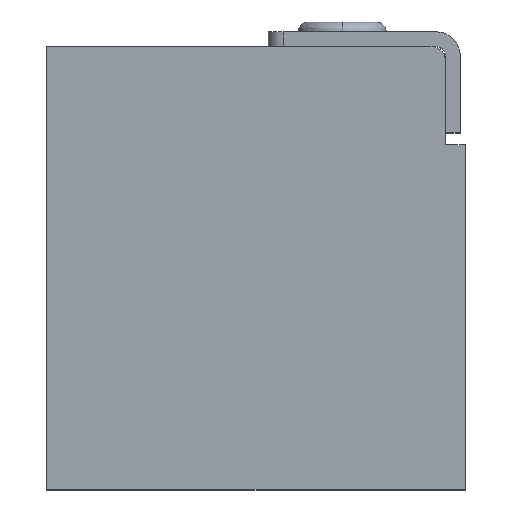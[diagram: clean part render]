
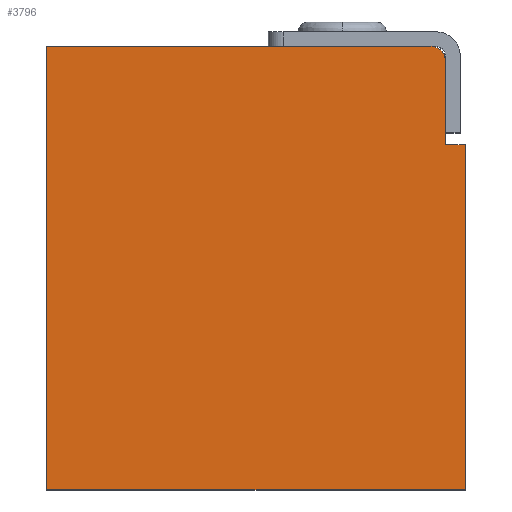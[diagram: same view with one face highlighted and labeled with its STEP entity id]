
A CAD part, top view. The second image highlights one B-rep face of the part: STEP entity #3796.
In plain terms, the highlighted planar face has unit normal (0, 0, 1).
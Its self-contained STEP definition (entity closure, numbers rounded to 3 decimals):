
#29 = ORIENTED_EDGE ( 'NONE', *, *, #1646, .F. ) ;
#249 = DIRECTION ( 'NONE',  ( 1., 0., 0. ) ) ;
#341 = DIRECTION ( 'NONE',  ( 0., 0., 1. ) ) ;
#413 = AXIS2_PLACEMENT_3D ( 'NONE', #2591, #5360, #1213 ) ;
#476 = VERTEX_POINT ( 'NONE', #4022 ) ;
#544 = ORIENTED_EDGE ( 'NONE', *, *, #4687, .F. ) ;
#724 = CARTESIAN_POINT ( 'NONE',  ( 2.1, 7., 3. ) ) ;
#920 = DIRECTION ( 'NONE',  ( -1., 0., 0. ) ) ;
#969 = VERTEX_POINT ( 'NONE', #2302 ) ;
#1027 = LINE ( 'NONE', #1598, #4117 ) ;
#1213 = DIRECTION ( 'NONE',  ( -1., 0., 0. ) ) ;
#1571 = CARTESIAN_POINT ( 'NONE',  ( -6., 0., 3. ) ) ;
#1598 = CARTESIAN_POINT ( 'NONE',  ( -6., 0., 3. ) ) ;
#1646 = EDGE_CURVE ( 'NONE', #969, #3919, #3624, .T. ) ;
#1777 = AXIS2_PLACEMENT_3D ( 'NONE', #5374, #341, #249 ) ;
#1806 = VERTEX_POINT ( 'NONE', #1571 ) ;
#1972 = CIRCLE ( 'NONE', #413, 0.3 ) ;
#2088 = PLANE ( 'NONE',  #1777 ) ;
#2282 = LINE ( 'NONE', #3695, #4253 ) ;
#2302 = CARTESIAN_POINT ( 'NONE',  ( 2.1, 7., 3. ) ) ;
#2308 = VERTEX_POINT ( 'NONE', #3538 ) ;
#2338 = ORIENTED_EDGE ( 'NONE', *, *, #3315, .T. ) ;
#2489 = DIRECTION ( 'NONE',  ( 1., 0., 0. ) ) ;
#2591 = CARTESIAN_POINT ( 'NONE',  ( 1.8, 8.7, 3. ) ) ;
#2766 = VERTEX_POINT ( 'NONE', #2986 ) ;
#2797 = CARTESIAN_POINT ( 'NONE',  ( 2.5, 7., 3. ) ) ;
#2823 = EDGE_CURVE ( 'NONE', #2766, #969, #3452, .T. ) ;
#2949 = EDGE_CURVE ( 'NONE', #2308, #3919, #3235, .T. ) ;
#2986 = CARTESIAN_POINT ( 'NONE',  ( 2.1, 8.7, 3. ) ) ;
#3068 = EDGE_CURVE ( 'NONE', #3588, #476, #2282, .T. ) ;
#3233 = EDGE_CURVE ( 'NONE', #1806, #2308, #3867, .T. ) ;
#3235 = LINE ( 'NONE', #6037, #4045 ) ;
#3314 = ORIENTED_EDGE ( 'NONE', *, *, #2823, .F. ) ;
#3315 = EDGE_CURVE ( 'NONE', #476, #1806, #1027, .T. ) ;
#3317 = ORIENTED_EDGE ( 'NONE', *, *, #3233, .T. ) ;
#3452 = LINE ( 'NONE', #724, #4765 ) ;
#3538 = CARTESIAN_POINT ( 'NONE',  ( 2.5, 0., 3. ) ) ;
#3566 = CARTESIAN_POINT ( 'NONE',  ( 2.5, 7., 3. ) ) ;
#3585 = FACE_OUTER_BOUND ( 'NONE', #4171, .T. ) ;
#3588 = VERTEX_POINT ( 'NONE', #4330 ) ;
#3624 = LINE ( 'NONE', #2797, #4936 ) ;
#3695 = CARTESIAN_POINT ( 'NONE',  ( 2.5, 9., 3. ) ) ;
#3796 = ADVANCED_FACE ( 'NONE', ( #3585 ), #2088, .T. ) ;
#3867 = LINE ( 'NONE', #4791, #5423 ) ;
#3919 = VERTEX_POINT ( 'NONE', #3566 ) ;
#3988 = ORIENTED_EDGE ( 'NONE', *, *, #3068, .T. ) ;
#4022 = CARTESIAN_POINT ( 'NONE',  ( -6., 9., 3. ) ) ;
#4045 = VECTOR ( 'NONE', #5979, 1000. ) ;
#4117 = VECTOR ( 'NONE', #5263, 1000. ) ;
#4171 = EDGE_LOOP ( 'NONE', ( #29, #3314, #544, #3988, #2338, #3317, #5506 ) ) ;
#4253 = VECTOR ( 'NONE', #920, 1000. ) ;
#4330 = CARTESIAN_POINT ( 'NONE',  ( 1.8, 9., 3. ) ) ;
#4687 = EDGE_CURVE ( 'NONE', #3588, #2766, #1972, .T. ) ;
#4765 = VECTOR ( 'NONE', #4920, 1000. ) ;
#4791 = CARTESIAN_POINT ( 'NONE',  ( 2.5, 0., 3. ) ) ;
#4875 = DIRECTION ( 'NONE',  ( 1., 0., 0. ) ) ;
#4920 = DIRECTION ( 'NONE',  ( 0., -1., 0. ) ) ;
#4936 = VECTOR ( 'NONE', #4875, 1000. ) ;
#5263 = DIRECTION ( 'NONE',  ( 0., -1., 0. ) ) ;
#5360 = DIRECTION ( 'NONE',  ( 0., 0., -1. ) ) ;
#5374 = CARTESIAN_POINT ( 'NONE',  ( 2.5, 0., 3. ) ) ;
#5423 = VECTOR ( 'NONE', #2489, 1000. ) ;
#5506 = ORIENTED_EDGE ( 'NONE', *, *, #2949, .T. ) ;
#5979 = DIRECTION ( 'NONE',  ( 0., 1., 0. ) ) ;
#6037 = CARTESIAN_POINT ( 'NONE',  ( 2.5, 0., 3. ) ) ;
